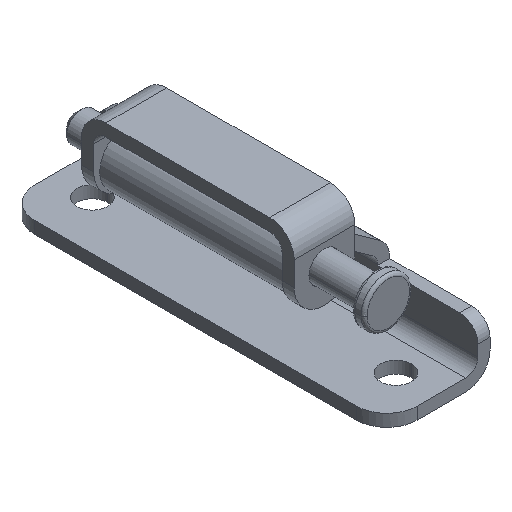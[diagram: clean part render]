
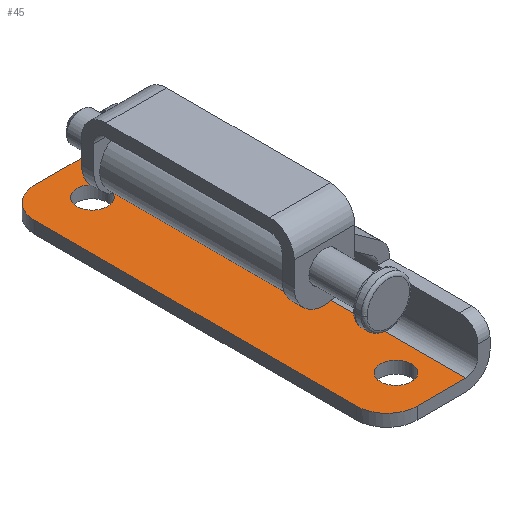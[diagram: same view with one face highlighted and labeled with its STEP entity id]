
A CAD part, isometric view. The second image highlights one B-rep face of the part: STEP entity #45.
In plain terms, the highlighted planar face has unit normal (0, 0, 1).
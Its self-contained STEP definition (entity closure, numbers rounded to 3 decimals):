
#24=FACE_BOUND('',#168,.T.);
#25=FACE_BOUND('',#169,.T.);
#45=ADVANCED_FACE('',(#106,#24,#25),#1054,.T.);
#106=FACE_OUTER_BOUND('',#167,.T.);
#167=EDGE_LOOP('',(#291,#292,#293,#294,#295,#296));
#168=EDGE_LOOP('',(#297,#298));
#169=EDGE_LOOP('',(#299,#300));
#291=ORIENTED_EDGE('',*,*,#572,.F.);
#292=ORIENTED_EDGE('',*,*,#568,.F.);
#293=ORIENTED_EDGE('',*,*,#570,.T.);
#294=ORIENTED_EDGE('',*,*,#597,.T.);
#295=ORIENTED_EDGE('',*,*,#571,.T.);
#296=ORIENTED_EDGE('',*,*,#600,.T.);
#297=ORIENTED_EDGE('',*,*,#591,.T.);
#298=ORIENTED_EDGE('',*,*,#610,.T.);
#299=ORIENTED_EDGE('',*,*,#594,.T.);
#300=ORIENTED_EDGE('',*,*,#613,.T.);
#568=EDGE_CURVE('',#929,#930,#829,.T.);
#570=EDGE_CURVE('',#929,#947,#871,.T.);
#571=EDGE_CURVE('',#949,#948,#872,.T.);
#572=EDGE_CURVE('',#930,#950,#873,.T.);
#591=EDGE_CURVE('',#943,#964,#705,.T.);
#594=EDGE_CURVE('',#945,#966,#707,.T.);
#597=EDGE_CURVE('',#947,#949,#886,.T.);
#600=EDGE_CURVE('',#948,#950,#888,.T.);
#610=EDGE_CURVE('',#964,#943,#713,.T.);
#613=EDGE_CURVE('',#966,#945,#715,.T.);
#705=TRIMMED_CURVE($,#771,(#1675),(#1676),.T.,.CARTESIAN.);
#707=TRIMMED_CURVE($,#773,(#1683),(#1684),.T.,.CARTESIAN.);
#713=TRIMMED_CURVE($,#779,(#1793),(#1794),.T.,.CARTESIAN.);
#715=TRIMMED_CURVE($,#781,(#1801),(#1802),.T.,.CARTESIAN.);
#771=CIRCLE('',#1200,2.55);
#773=CIRCLE('',#1202,2.55);
#779=CIRCLE('',#1208,2.55);
#781=CIRCLE('',#1210,2.55);
#829=(
BOUNDED_CURVE()
B_SPLINE_CURVE(1,(#1621,#1622),.UNSPECIFIED.,.F.,.F.)
B_SPLINE_CURVE_WITH_KNOTS((2,2),(0.,63.),.UNSPECIFIED.)
CURVE()
GEOMETRIC_REPRESENTATION_ITEM()
RATIONAL_B_SPLINE_CURVE((1.,1.))
REPRESENTATION_ITEM('')
);
#871=B_SPLINE_CURVE_WITH_KNOTS('',1,(#1626,#1627),.UNSPECIFIED.,.F.,.F.,
(2,2),(-34.283,-26.283),.UNSPECIFIED.);
#872=B_SPLINE_CURVE_WITH_KNOTS('',1,(#1628,#1629),.UNSPECIFIED.,.F.,.F.,
(2,2),(5.,58.),.UNSPECIFIED.);
#873=B_SPLINE_CURVE_WITH_KNOTS('',1,(#1630,#1631),.UNSPECIFIED.,.F.,.F.,
(2,2),(-34.283,-26.283),.UNSPECIFIED.);
#886=B_SPLINE_CURVE_WITH_KNOTS('',3,(#1690,#1691,#1692,#1693,#1694,#1695,
#1696,#1697,#1698,#1699,#1700,#1701,#1702,#1703,#1704,#1705,#1706,#1707,
#1708,#1709),.UNSPECIFIED.,.F.,.F.,(4,1,1,1,1,1,1,1,1,1,1,1,1,1,1,1,1,4),
(-7.851,-7.428,-6.992,-6.543,
-6.084,-5.614,-5.137,-4.655,
-4.169,-3.682,-3.196,-2.714,
-2.237,-1.768,-1.308,-0.859,
-0.423,0.),.UNSPECIFIED.);
#888=B_SPLINE_CURVE_WITH_KNOTS('',3,(#1732,#1733,#1734,#1735,#1736,#1737,
#1738,#1739,#1740,#1741,#1742,#1743,#1744,#1745,#1746,#1747,#1748,#1749,
#1750,#1751),.UNSPECIFIED.,.F.,.F.,(4,1,1,1,1,1,1,1,1,1,1,1,1,1,1,1,1,4),
(0.,0.423,0.859,1.308,1.768,
2.237,2.714,3.196,3.682,4.169,
4.655,5.137,5.614,6.084,6.543,
6.992,7.428,7.851),.UNSPECIFIED.);
#929=VERTEX_POINT('',#1516);
#930=VERTEX_POINT('',#1517);
#943=VERTEX_POINT('',#1530);
#945=VERTEX_POINT('',#1532);
#947=VERTEX_POINT('',#1534);
#948=VERTEX_POINT('',#1535);
#949=VERTEX_POINT('',#1536);
#950=VERTEX_POINT('',#1537);
#964=VERTEX_POINT('',#1551);
#966=VERTEX_POINT('',#1553);
#1054=PLANE('',#1172);
#1172=AXIS2_PLACEMENT_3D('',#1486,#1296,$);
#1200=AXIS2_PLACEMENT_3D($,#1674,#1336,#1337);
#1202=AXIS2_PLACEMENT_3D($,#1682,#1340,#1341);
#1208=AXIS2_PLACEMENT_3D($,#1792,#1352,#1353);
#1210=AXIS2_PLACEMENT_3D($,#1800,#1356,#1357);
#1296=DIRECTION('',(0.,0.,1.));
#1336=DIRECTION('',(0.,0.,-1.));
#1337=DIRECTION('',(1.,0.,0.));
#1340=DIRECTION('',(0.,0.,-1.));
#1341=DIRECTION('',(1.,0.,0.));
#1352=DIRECTION('',(0.,0.,-1.));
#1353=DIRECTION('',(-1.,0.,0.));
#1356=DIRECTION('',(0.,0.,-1.));
#1357=DIRECTION('',(-1.,0.,0.));
#1486=CARTESIAN_POINT('',(1.388,31.5,-2.173));
#1516=CARTESIAN_POINT('',(1.388,31.5,-2.173));
#1517=CARTESIAN_POINT('',(1.388,-31.5,-2.173));
#1530=CARTESIAN_POINT('',(-1.062,25.,-2.173));
#1532=CARTESIAN_POINT('',(-1.062,-25.,-2.173));
#1534=CARTESIAN_POINT('',(-6.611,31.5,-2.173));
#1535=CARTESIAN_POINT('',(-11.612,-26.5,-2.173));
#1536=CARTESIAN_POINT('',(-11.612,26.5,-2.173));
#1537=CARTESIAN_POINT('',(-6.611,-31.5,-2.173));
#1551=CARTESIAN_POINT('',(-6.162,25.,-2.173));
#1553=CARTESIAN_POINT('',(-6.162,-25.,-2.173));
#1621=CARTESIAN_POINT('',(1.388,31.5,-2.173));
#1622=CARTESIAN_POINT('',(1.388,-31.5,-2.173));
#1626=CARTESIAN_POINT('',(1.388,31.5,-2.173));
#1627=CARTESIAN_POINT('',(-6.611,31.5,-2.173));
#1628=CARTESIAN_POINT('',(-11.612,26.5,-2.173));
#1629=CARTESIAN_POINT('',(-11.612,-26.5,-2.173));
#1630=CARTESIAN_POINT('',(1.388,-31.5,-2.173));
#1631=CARTESIAN_POINT('',(-6.611,-31.5,-2.173));
#1674=CARTESIAN_POINT('',(-3.612,25.,-2.173));
#1675=CARTESIAN_POINT('',(-1.062,25.,-2.173));
#1676=CARTESIAN_POINT('',(-6.162,25.,-2.173));
#1682=CARTESIAN_POINT('',(-3.612,-25.,-2.173));
#1683=CARTESIAN_POINT('',(-1.062,-25.,-2.173));
#1684=CARTESIAN_POINT('',(-6.162,-25.,-2.173));
#1690=CARTESIAN_POINT('',(-6.611,31.5,-2.173));
#1691=CARTESIAN_POINT('',(-6.752,31.5,-2.173));
#1692=CARTESIAN_POINT('',(-7.039,31.488,-2.173));
#1693=CARTESIAN_POINT('',(-7.472,31.432,-2.173));
#1694=CARTESIAN_POINT('',(-7.91,31.336,-2.173));
#1695=CARTESIAN_POINT('',(-8.349,31.196,-2.173));
#1696=CARTESIAN_POINT('',(-8.781,31.013,-2.173));
#1697=CARTESIAN_POINT('',(-9.2,30.787,-2.173));
#1698=CARTESIAN_POINT('',(-9.601,30.518,-2.173));
#1699=CARTESIAN_POINT('',(-9.976,30.209,-2.173));
#1700=CARTESIAN_POINT('',(-10.321,29.865,-2.173));
#1701=CARTESIAN_POINT('',(-10.629,29.489,-2.173));
#1702=CARTESIAN_POINT('',(-10.898,29.089,-2.173));
#1703=CARTESIAN_POINT('',(-11.125,28.669,-2.173));
#1704=CARTESIAN_POINT('',(-11.308,28.237,-2.173));
#1705=CARTESIAN_POINT('',(-11.447,27.799,-2.173));
#1706=CARTESIAN_POINT('',(-11.544,27.36,-2.173));
#1707=CARTESIAN_POINT('',(-11.599,26.927,-2.173));
#1708=CARTESIAN_POINT('',(-11.612,26.641,-2.173));
#1709=CARTESIAN_POINT('',(-11.612,26.5,-2.173));
#1732=CARTESIAN_POINT('',(-11.612,-26.5,-2.173));
#1733=CARTESIAN_POINT('',(-11.612,-26.641,-2.173));
#1734=CARTESIAN_POINT('',(-11.599,-26.927,-2.173));
#1735=CARTESIAN_POINT('',(-11.544,-27.36,-2.173));
#1736=CARTESIAN_POINT('',(-11.447,-27.799,-2.173));
#1737=CARTESIAN_POINT('',(-11.308,-28.237,-2.173));
#1738=CARTESIAN_POINT('',(-11.125,-28.669,-2.173));
#1739=CARTESIAN_POINT('',(-10.898,-29.089,-2.173));
#1740=CARTESIAN_POINT('',(-10.629,-29.489,-2.173));
#1741=CARTESIAN_POINT('',(-10.321,-29.865,-2.173));
#1742=CARTESIAN_POINT('',(-9.976,-30.209,-2.173));
#1743=CARTESIAN_POINT('',(-9.601,-30.518,-2.173));
#1744=CARTESIAN_POINT('',(-9.2,-30.787,-2.173));
#1745=CARTESIAN_POINT('',(-8.781,-31.013,-2.173));
#1746=CARTESIAN_POINT('',(-8.349,-31.196,-2.173));
#1747=CARTESIAN_POINT('',(-7.91,-31.336,-2.173));
#1748=CARTESIAN_POINT('',(-7.472,-31.432,-2.173));
#1749=CARTESIAN_POINT('',(-7.039,-31.488,-2.173));
#1750=CARTESIAN_POINT('',(-6.752,-31.5,-2.173));
#1751=CARTESIAN_POINT('',(-6.611,-31.5,-2.173));
#1792=CARTESIAN_POINT('',(-3.612,25.,-2.173));
#1793=CARTESIAN_POINT('',(-6.162,25.,-2.173));
#1794=CARTESIAN_POINT('',(-1.062,25.,-2.173));
#1800=CARTESIAN_POINT('',(-3.612,-25.,-2.173));
#1801=CARTESIAN_POINT('',(-6.162,-25.,-2.173));
#1802=CARTESIAN_POINT('',(-1.062,-25.,-2.173));
